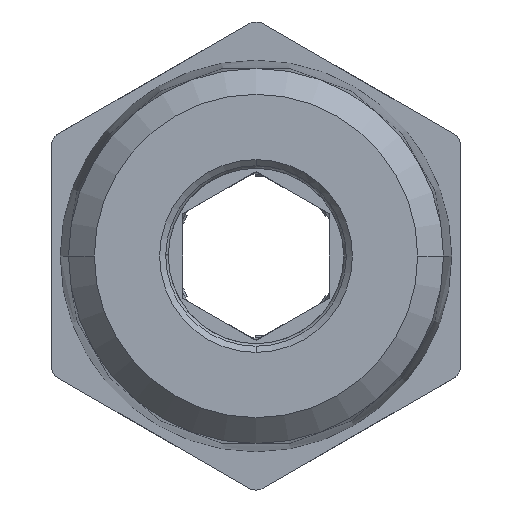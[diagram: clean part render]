
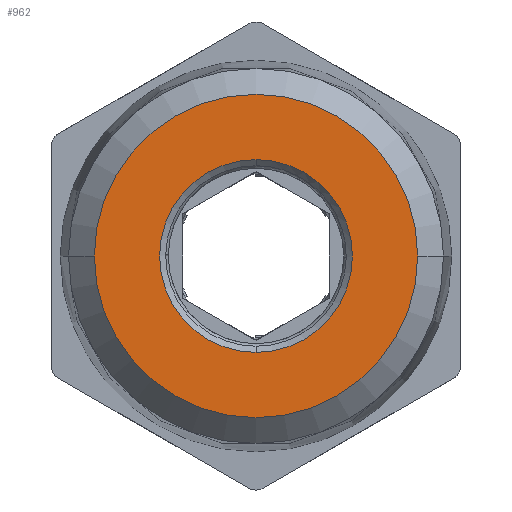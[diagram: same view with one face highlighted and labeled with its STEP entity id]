
A CAD part, front view. The second image highlights one B-rep face of the part: STEP entity #962.
In plain terms, the highlighted planar face has unit normal (0, -1, 0).
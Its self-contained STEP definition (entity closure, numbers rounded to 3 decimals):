
#962=ADVANCED_FACE('',(#2547,#2548),#2549,.T.);
#2547=FACE_OUTER_BOUND('',#5022,.T.);
#2548=FACE_BOUND('',#5023,.T.);
#2549=PLANE('',#5024);
#5022=EDGE_LOOP('',(#9826,#9827));
#5023=EDGE_LOOP('',(#9828,#9829,#9830));
#5024=AXIS2_PLACEMENT_3D('',#9831,#9832,#9833);
#9826=ORIENTED_EDGE('',*,*,#16005,.F.);
#9827=ORIENTED_EDGE('',*,*,#16006,.F.);
#9828=ORIENTED_EDGE('',*,*,#16007,.T.);
#9829=ORIENTED_EDGE('',*,*,#16008,.T.);
#9830=ORIENTED_EDGE('',*,*,#16009,.T.);
#9831=CARTESIAN_POINT('',(0.0,-9.9,0.0));
#9832=DIRECTION('',(0.0,-1.0,0.0));
#9833=DIRECTION('',(0.0,0.0,-1.0));
#16005=EDGE_CURVE('',#18975,#18976,#18977,.T.);
#16006=EDGE_CURVE('',#18976,#18975,#18978,.T.);
#16007=EDGE_CURVE('',#18979,#18980,#18981,.T.);
#16008=EDGE_CURVE('',#18980,#18982,#18983,.T.);
#16009=EDGE_CURVE('',#18982,#18979,#18984,.T.);
#18975=VERTEX_POINT('',#23385);
#18976=VERTEX_POINT('',#23386);
#18977=CIRCLE('',#23387,5.532);
#18978=CIRCLE('',#23388,5.532);
#18979=VERTEX_POINT('',#23389);
#18980=VERTEX_POINT('',#23390);
#18981=CIRCLE('',#23391,3.3);
#18982=VERTEX_POINT('',#23392);
#18983=CIRCLE('',#23393,3.3);
#18984=CIRCLE('',#23394,3.3);
#23385=CARTESIAN_POINT('',(-5.532,-9.9,0.0));
#23386=CARTESIAN_POINT('',(5.532,-9.9,0.));
#23387=AXIS2_PLACEMENT_3D('',#29683,#29684,#29685);
#23388=AXIS2_PLACEMENT_3D('',#29686,#29687,#29688);
#23389=CARTESIAN_POINT('',(-3.3,-9.9,0.0));
#23390=CARTESIAN_POINT('',(0.,-9.9,3.3));
#23391=AXIS2_PLACEMENT_3D('',#29689,#29690,#29691);
#23392=CARTESIAN_POINT('',(0.,-9.9,-3.3));
#23393=AXIS2_PLACEMENT_3D('',#29692,#29693,#29694);
#23394=AXIS2_PLACEMENT_3D('',#29695,#29696,#29697);
#29683=CARTESIAN_POINT('',(0.0,-9.9,0.0));
#29684=DIRECTION('',(-0.0,1.0,0.0));
#29685=DIRECTION('',(1.0,0.0,0.0));
#29686=CARTESIAN_POINT('',(0.0,-9.9,0.0));
#29687=DIRECTION('',(-0.0,1.0,0.0));
#29688=DIRECTION('',(1.0,0.0,0.0));
#29689=CARTESIAN_POINT('',(0.0,-9.9,0.0));
#29690=DIRECTION('',(0.0,1.0,0.0));
#29691=DIRECTION('',(0.0,0.0,-1.0));
#29692=CARTESIAN_POINT('',(0.0,-9.9,0.0));
#29693=DIRECTION('',(0.0,1.0,0.0));
#29694=DIRECTION('',(0.0,0.0,-1.0));
#29695=CARTESIAN_POINT('',(0.0,-9.9,0.0));
#29696=DIRECTION('',(0.0,1.0,0.0));
#29697=DIRECTION('',(0.0,0.0,-1.0));
